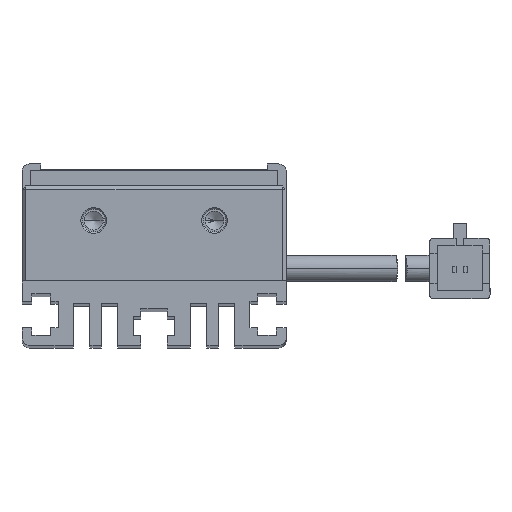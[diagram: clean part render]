
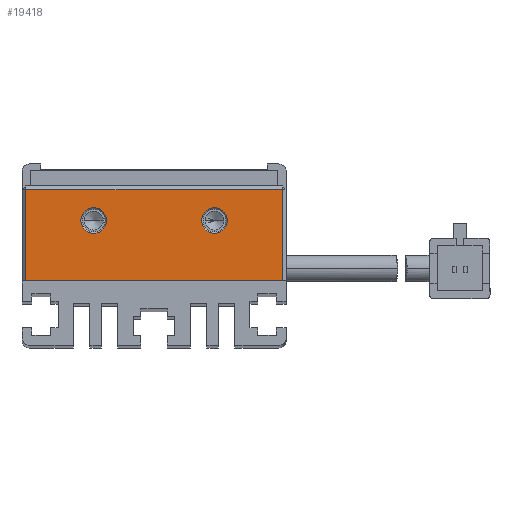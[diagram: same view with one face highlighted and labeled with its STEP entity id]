
A CAD part, top view. The second image highlights one B-rep face of the part: STEP entity #19418.
In plain terms, the highlighted planar face has unit normal (0, 0, 1).
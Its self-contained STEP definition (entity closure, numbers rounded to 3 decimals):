
#509 = EDGE_CURVE ( 'NONE', #25038, #71722, #67641, .T. ) ;
#1148 = DIRECTION ( 'NONE',  ( 0., 0., -1. ) ) ;
#1326 = VERTEX_POINT ( 'NONE', #37943 ) ;
#1722 = VECTOR ( 'NONE', #47284, 1000. ) ;
#2301 = EDGE_CURVE ( 'NONE', #42238, #1326, #68095, .T. ) ;
#3421 = CARTESIAN_POINT ( 'NONE',  ( 23.925, 31.591, -6. ) ) ;
#4553 = VECTOR ( 'NONE', #89568, 1000. ) ;
#4966 = DIRECTION ( 'NONE',  ( 1., 0., 0. ) ) ;
#5054 = CARTESIAN_POINT ( 'NONE',  ( 40.925, 19.491, -6. ) ) ;
#7667 = DIRECTION ( 'NONE',  ( 0., 0., 1. ) ) ;
#8303 = DIRECTION ( 'NONE',  ( 1., 0., 0. ) ) ;
#11793 = DIRECTION ( 'NONE',  ( 1., 0., 0. ) ) ;
#12269 = EDGE_LOOP ( 'NONE', ( #78905, #41017 ) ) ;
#14145 = AXIS2_PLACEMENT_3D ( 'NONE', #18536, #31722, #11793 ) ;
#14505 = EDGE_CURVE ( 'NONE', #71722, #25038, #68326, .T. ) ;
#14765 = AXIS2_PLACEMENT_3D ( 'NONE', #63361, #28565, #8303 ) ;
#15738 = VERTEX_POINT ( 'NONE', #75907 ) ;
#17240 = CARTESIAN_POINT ( 'NONE',  ( 57.925, 19.491, -6. ) ) ;
#18536 = CARTESIAN_POINT ( 'NONE',  ( 32.925, 27.491, -6. ) ) ;
#19418 = ADVANCED_FACE ( 'NONE', ( #67534, #88283, #57637 ), #48419, .T. ) ;
#24595 = ORIENTED_EDGE ( 'NONE', *, *, #57015, .T. ) ;
#25038 = VERTEX_POINT ( 'NONE', #82640 ) ;
#25913 = VERTEX_POINT ( 'NONE', #3421 ) ;
#28565 = DIRECTION ( 'NONE',  ( 0., 0., -1. ) ) ;
#31722 = DIRECTION ( 'NONE',  ( 0., 0., -1. ) ) ;
#36063 = CARTESIAN_POINT ( 'NONE',  ( 48.925, 27.491, -6. ) ) ;
#36934 = CARTESIAN_POINT ( 'NONE',  ( 31.225, 27.491, -6. ) ) ;
#36976 = DIRECTION ( 'NONE',  ( 1., 0., 0. ) ) ;
#37943 = CARTESIAN_POINT ( 'NONE',  ( 57.925, 31.591, -6. ) ) ;
#38073 = DIRECTION ( 'NONE',  ( 0., 1., 0. ) ) ;
#38971 = ORIENTED_EDGE ( 'NONE', *, *, #2301, .T. ) ;
#41017 = ORIENTED_EDGE ( 'NONE', *, *, #14505, .T. ) ;
#42238 = VERTEX_POINT ( 'NONE', #17240 ) ;
#43664 = EDGE_LOOP ( 'NONE', ( #83694, #45471 ) ) ;
#45471 = ORIENTED_EDGE ( 'NONE', *, *, #48803, .T. ) ;
#46911 = DIRECTION ( 'NONE',  ( 0., 0., -1. ) ) ;
#47284 = DIRECTION ( 'NONE',  ( 1., 0., 0. ) ) ;
#48419 = PLANE ( 'NONE',  #82726 ) ;
#48803 = EDGE_CURVE ( 'NONE', #67276, #15738, #87988, .T. ) ;
#50383 = ORIENTED_EDGE ( 'NONE', *, *, #61403, .T. ) ;
#50952 = CARTESIAN_POINT ( 'NONE',  ( 57.925, 25.791, -6. ) ) ;
#52795 = VECTOR ( 'NONE', #38073, 1000. ) ;
#55590 = AXIS2_PLACEMENT_3D ( 'NONE', #60605, #46911, #4966 ) ;
#56149 = EDGE_LOOP ( 'NONE', ( #70674, #50383, #24595, #38971 ) ) ;
#57015 = EDGE_CURVE ( 'NONE', #66241, #42238, #75136, .T. ) ;
#57637 = FACE_BOUND ( 'NONE', #12269, .T. ) ;
#60605 = CARTESIAN_POINT ( 'NONE',  ( 32.925, 27.491, -6. ) ) ;
#61403 = EDGE_CURVE ( 'NONE', #25913, #66241, #83371, .T. ) ;
#63361 = CARTESIAN_POINT ( 'NONE',  ( 48.925, 27.491, -6. ) ) ;
#65393 = VECTOR ( 'NONE', #75525, 1000. ) ;
#65823 = EDGE_CURVE ( 'NONE', #15738, #67276, #82371, .T. ) ;
#66241 = VERTEX_POINT ( 'NONE', #85121 ) ;
#67192 = EDGE_CURVE ( 'NONE', #1326, #25913, #81870, .T. ) ;
#67276 = VERTEX_POINT ( 'NONE', #75810 ) ;
#67534 = FACE_OUTER_BOUND ( 'NONE', #56149, .T. ) ;
#67641 = CIRCLE ( 'NONE', #55590, 1.7 ) ;
#68095 = LINE ( 'NONE', #50952, #52795 ) ;
#68326 = CIRCLE ( 'NONE', #14145, 1.7 ) ;
#69109 = CARTESIAN_POINT ( 'NONE',  ( 40.925, 31.591, -6. ) ) ;
#70674 = ORIENTED_EDGE ( 'NONE', *, *, #67192, .T. ) ;
#71722 = VERTEX_POINT ( 'NONE', #36934 ) ;
#75136 = LINE ( 'NONE', #5054, #1722 ) ;
#75525 = DIRECTION ( 'NONE',  ( -1., 0., 0. ) ) ;
#75810 = CARTESIAN_POINT ( 'NONE',  ( 47.225, 27.491, -6. ) ) ;
#75907 = CARTESIAN_POINT ( 'NONE',  ( 50.625, 27.491, -6. ) ) ;
#76739 = CARTESIAN_POINT ( 'NONE',  ( 23.925, 25.791, -6. ) ) ;
#77121 = CARTESIAN_POINT ( 'NONE',  ( 40.925, 25.791, -6. ) ) ;
#78905 = ORIENTED_EDGE ( 'NONE', *, *, #509, .T. ) ;
#81870 = LINE ( 'NONE', #69109, #65393 ) ;
#82371 = CIRCLE ( 'NONE', #90491, 1.7 ) ;
#82640 = CARTESIAN_POINT ( 'NONE',  ( 34.625, 27.491, -6. ) ) ;
#82726 = AXIS2_PLACEMENT_3D ( 'NONE', #77121, #7667, #84741 ) ;
#83371 = LINE ( 'NONE', #76739, #4553 ) ;
#83694 = ORIENTED_EDGE ( 'NONE', *, *, #65823, .T. ) ;
#84741 = DIRECTION ( 'NONE',  ( 1., 0., 0. ) ) ;
#85121 = CARTESIAN_POINT ( 'NONE',  ( 23.925, 19.491, -6. ) ) ;
#87988 = CIRCLE ( 'NONE', #14765, 1.7 ) ;
#88283 = FACE_BOUND ( 'NONE', #43664, .T. ) ;
#89568 = DIRECTION ( 'NONE',  ( 0., -1., 0. ) ) ;
#90491 = AXIS2_PLACEMENT_3D ( 'NONE', #36063, #1148, #36976 ) ;
